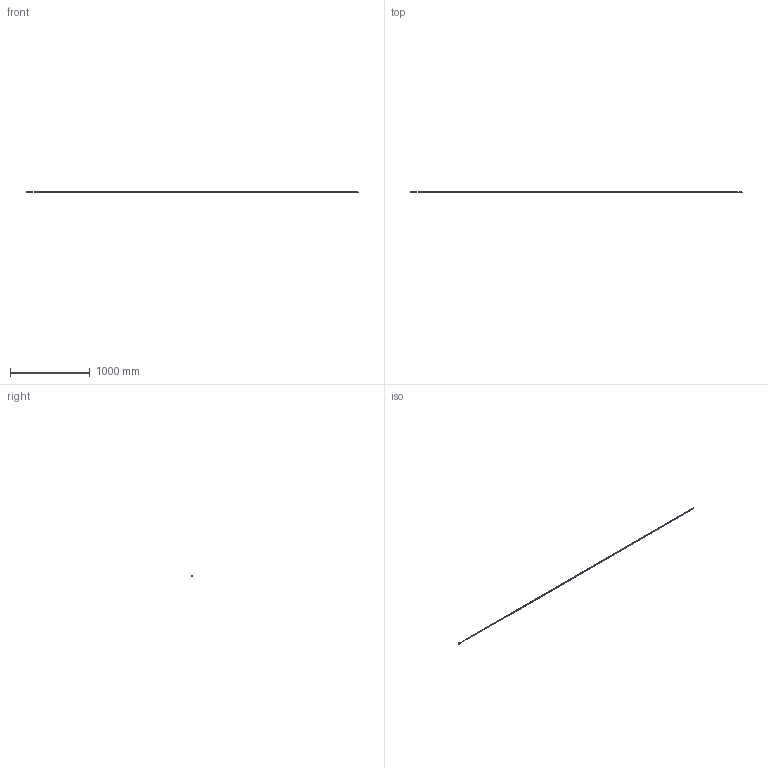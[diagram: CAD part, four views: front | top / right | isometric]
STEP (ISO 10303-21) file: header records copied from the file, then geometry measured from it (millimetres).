
FILE_DESCRIPTION((''),'2;1');
FILE_NAME('240824_SM01_ASM','2024-02-05T15:36:07',('banengservice'),('BANNER ENGINEERING'),'CREO PARAMETRIC BY PTC INC, 2022414','CREO PARAMETRIC BY PTC INC, 2022414','');
FILE_SCHEMA(('CONFIG_CONTROL_DESIGN'));
Products named in the file (2): 240824_SM01; 240824_SM01_ASM
Assembly tree (1 placements, depth 2):
  240824_SM01_ASM
    240824_SM01
Bounding box: 4169 x 14.5 x 14.5 mm (x, y, z)
Volume: 288466.5 mm3; surface area: 242123.7 mm2
Topology: 2 solids, 2 shells, 2137 faces, 4917 edges, 2788 vertices
Faces by surface type: bspline 1302, cylinder 531, plane 204, torus 76, sphere 16, cone 8
Entity records: 92014 total; most frequent: CARTESIAN_POINT 56039, ORIENTED_EDGE 9818, EDGE_CURVE 4909, B_SPLINE_CURVE_WITH_KNOTS 3886, DIRECTION 3053, VERTEX_POINT 2788, EDGE_LOOP 2149, FACE_OUTER_BOUND 2137
